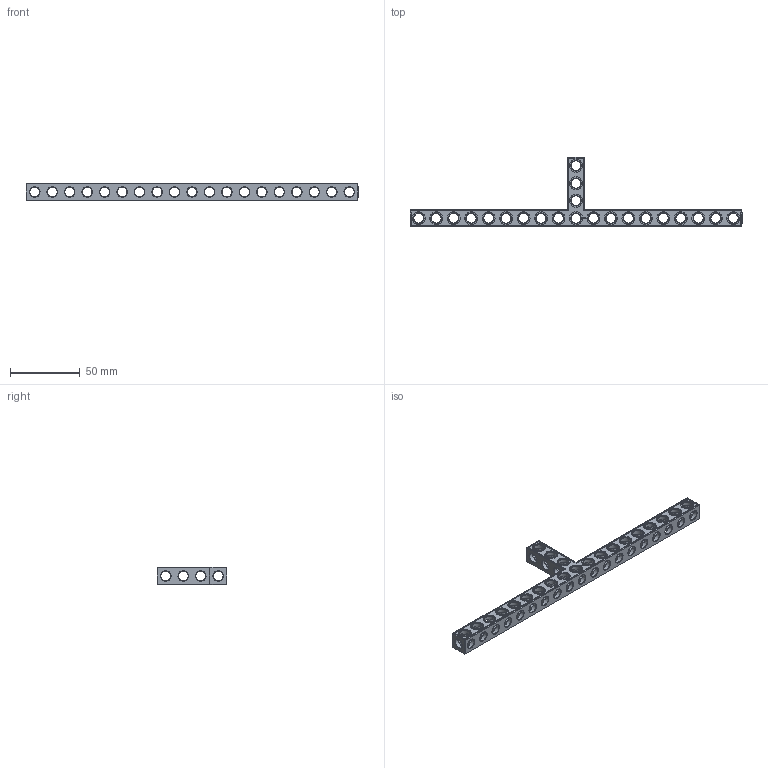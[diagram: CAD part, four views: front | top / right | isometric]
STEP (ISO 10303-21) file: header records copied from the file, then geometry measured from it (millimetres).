
FILE_DESCRIPTION(('FreeCAD Model'),'2;1');
FILE_NAME('Open CASCADE Shape Model','2022-01-29T21:28:14',( 'Paulo Kiefe'),('STEMFIE.org'),'Open CASCADE STEP processor 7.4', 'FreeCAD','Unknown');
FILE_SCHEMA(('AUTOMOTIVE_DESIGN { 1 0 10303 214 1 1 1 1 }'));
Products named in the file (1): Beam_TSH_SYM_ESS_BU19x04x01_-_SPN-BEM-1154_(stemfie.org)
Bounding box: 237.5 x 50 x 12.5 mm (x, y, z)
Volume: 21497.1 mm3; surface area: 19304 mm2
Topology: 1 solids, 1 shells, 753 faces, 2255 edges, 1472 vertices
Faces by surface type: plane 420, cylinder 135, extrusion 106, cone 92
Full cylindrical faces by diameter (mm): 6.98 x20, 7 x93, 9.2 x22
Entity records: 94433 total; most frequent: CARTESIAN_POINT 52078, DIRECTION 6895, VECTOR 4671, LINE 4565, ORIENTED_EDGE 4510, PCURVE 4510, DEFINITIONAL_REPRESENTATION 4510, EDGE_CURVE 2255
